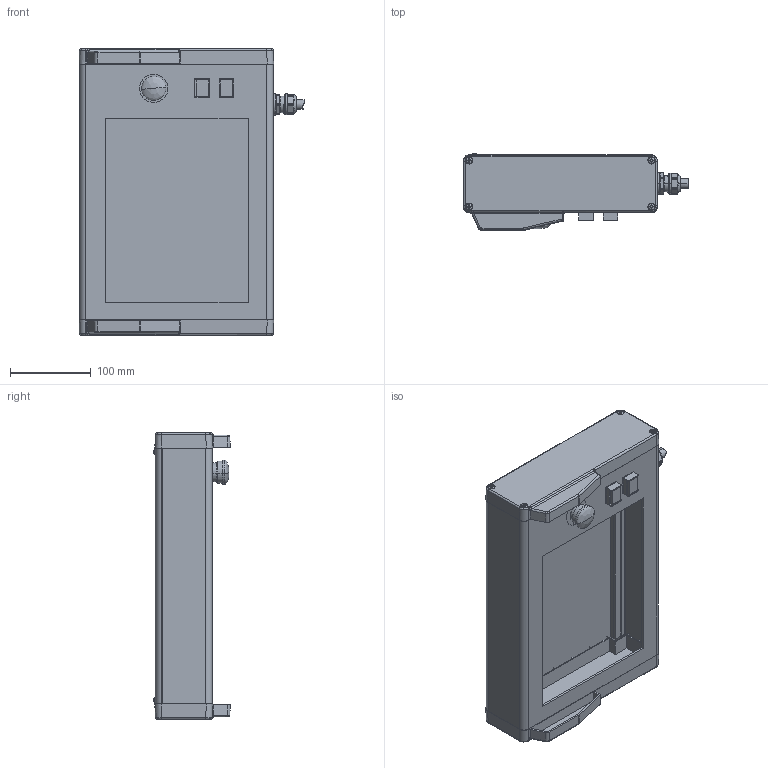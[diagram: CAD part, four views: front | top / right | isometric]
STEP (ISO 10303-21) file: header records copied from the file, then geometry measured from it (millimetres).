
FILE_DESCRIPTION (( 'STEP AP203' ), '1' );
FILE_NAME ('N2C-B804-STP.step', '2025-06-26T00:36:01', ( '' ), ( '' ), 'SwSTEP 2.0', 'SolidWorks 2020', '' );
FILE_SCHEMA (( 'CONFIG_CONTROL_DESIGN' ));
Length unit declared in the file: millimetre
Products named in the file (10): OA-W1613B_ASSY_003J; A165L-JGM-24D-1; PANEL_KETSUGO; OA-W1613; NUT; HONTAI_KETSUGO; N2C-B804-STP; A165E_LS_24D-01; 旕忢掆巭及腟(兂35) C4P-135S
Assembly tree (10 placements, depth 4):
  N2C-B804-STP
    HONTAI_KETSUGO
    PANEL_KETSUGO
    旕忢掆巭及腟(兂35) C4P-135S
    A165E_LS_24D-01
    A165L-JGM-24D-1  x2
    OA-W1613B_ASSY_003J
      OA-W1613
        OA-W1613
      NUT
Bounding box: 279.8 x 94.56 x 355 mm (x, y, z)
Volume: 670813.9 mm3; surface area: 525210 mm2
Topology: 9 solids, 13 shells, 1250 faces, 3291 edges, 2098 vertices
Faces by surface type: plane 657, cylinder 307, bspline 160, cone 106, sphere 20
Entity records: 47621 total; most frequent: CARTESIAN_POINT 17869, ORIENTED_EDGE 6406, DIRECTION 5519, EDGE_CURVE 3203, VERTEX_POINT 2042, AXIS2_PLACEMENT_3D 1923, LINE 1673, VECTOR 1673
